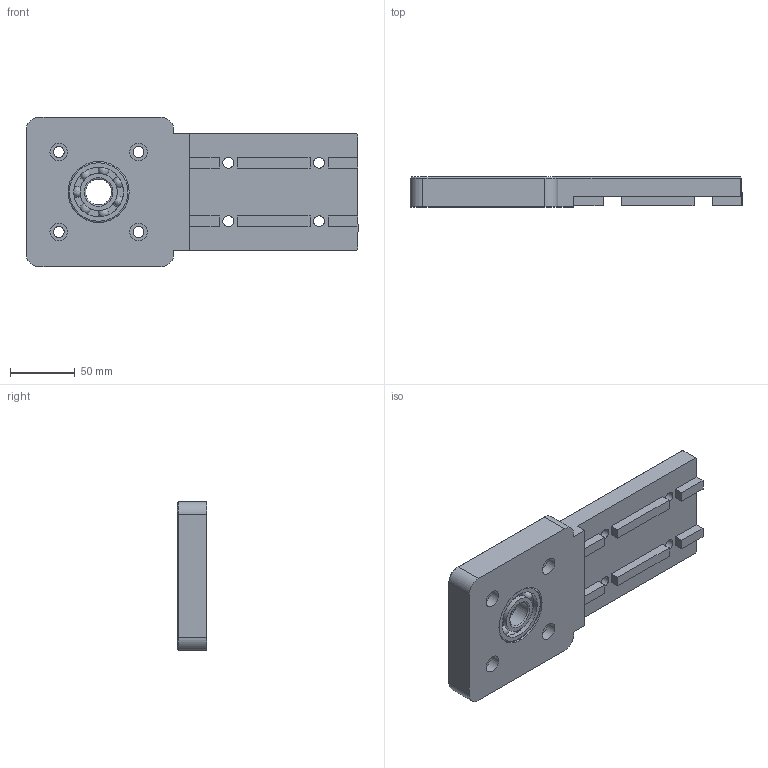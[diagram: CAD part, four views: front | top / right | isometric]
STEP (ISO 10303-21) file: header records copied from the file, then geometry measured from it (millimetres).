
FILE_DESCRIPTION((''),'2;1');
FILE_NAME('909002.stp','2014-01-26T14:30:05',('Honza'),(''),'Autodesk Inventor 2011','Autodesk Inventor 2011','');
FILE_SCHEMA(('AUTOMOTIVE_DESIGN { 1 0 10303 214 1 1 1 1 }'));
Length unit declared in the file: millimetre
Products named in the file (1): 909002
Bounding box: 256 x 23 x 115 mm (x, y, z)
Volume: 475960.1 mm3; surface area: 84771.8 mm2
Topology: 2 solids, 2 shells, 122 faces, 336 edges, 218 vertices
Faces by surface type: plane 64, cylinder 29, torus 18, sphere 7, cone 4
Full cylindrical faces by diameter (mm): 8.4 x8, 13.5 x8, 20 x1, 21 x1, 28.64 x2, 38.36 x2, 42 x1, 47 x2
Entity records: 3853 total; most frequent: CARTESIAN_POINT 711, DIRECTION 628, ORIENTED_EDGE 560, EDGE_CURVE 280, AXIS2_PLACEMENT_3D 247, VERTEX_POINT 198, EDGE_LOOP 192, VECTOR 134
